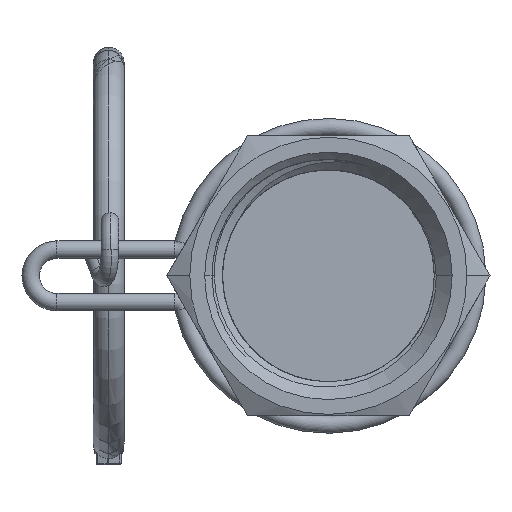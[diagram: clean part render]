
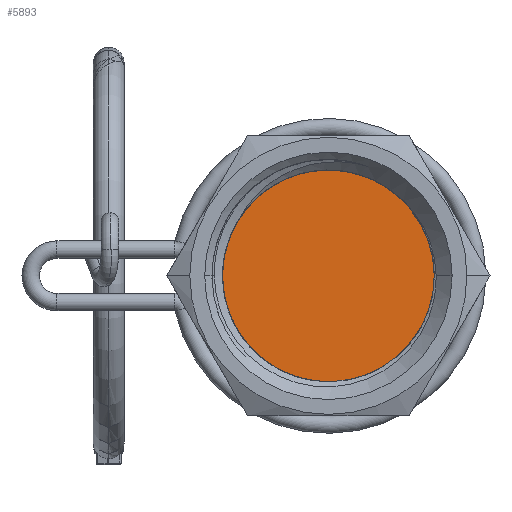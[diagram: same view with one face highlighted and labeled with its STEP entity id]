
A CAD part, left-side view. The second image highlights one B-rep face of the part: STEP entity #5893.
In plain terms, the highlighted face is planar.
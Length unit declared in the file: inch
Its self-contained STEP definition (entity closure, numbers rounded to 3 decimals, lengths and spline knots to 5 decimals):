
#2042 = AXIS2_PLACEMENT_3D ( 'NONE', #9677, #4412, #5176 ) ;
#2162 = AXIS2_PLACEMENT_3D ( 'NONE', #2805, #6667, #5853 ) ;
#2805 = CARTESIAN_POINT ( 'NONE',  ( 0., 0.094, 0. ) ) ;
#3317 = EDGE_LOOP ( 'NONE', ( #9375, #7118 ) ) ;
#4269 = VERTEX_POINT ( 'NONE', #9234 ) ;
#4412 = DIRECTION ( 'NONE',  ( 0., 1., 0. ) ) ;
#5176 = DIRECTION ( 'NONE',  ( 0., 0., 1. ) ) ;
#5581 = DIRECTION ( 'NONE',  ( 0., 1., 0. ) ) ;
#5651 = CARTESIAN_POINT ( 'NONE',  ( 0., 0.094, 0. ) ) ;
#5853 = DIRECTION ( 'NONE',  ( 0., 0., 1. ) ) ;
#5893 = ADVANCED_FACE ( 'NONE', ( #9120 ), #8209, .T. ) ;
#6331 = DIRECTION ( 'NONE',  ( 0., 0., 1. ) ) ;
#6406 = CIRCLE ( 'NONE', #2042, 0.37875 ) ;
#6549 = EDGE_CURVE ( 'NONE', #4269, #8611, #8300, .T. ) ;
#6659 = AXIS2_PLACEMENT_3D ( 'NONE', #5651, #5581, #6331 ) ;
#6667 = DIRECTION ( 'NONE',  ( 0., 1., 0. ) ) ;
#6937 = EDGE_CURVE ( 'NONE', #8611, #4269, #6406, .T. ) ;
#7118 = ORIENTED_EDGE ( 'NONE', *, *, #6549, .T. ) ;
#7296 = CARTESIAN_POINT ( 'NONE',  ( 0., 0.094, -0.37875 ) ) ;
#8209 = PLANE ( 'NONE',  #2162 ) ;
#8300 = CIRCLE ( 'NONE', #6659, 0.37875 ) ;
#8611 = VERTEX_POINT ( 'NONE', #7296 ) ;
#9120 = FACE_OUTER_BOUND ( 'NONE', #3317, .T. ) ;
#9234 = CARTESIAN_POINT ( 'NONE',  ( 0., 0.094, 0.37875 ) ) ;
#9375 = ORIENTED_EDGE ( 'NONE', *, *, #6937, .T. ) ;
#9677 = CARTESIAN_POINT ( 'NONE',  ( 0., 0.094, 0. ) ) ;
